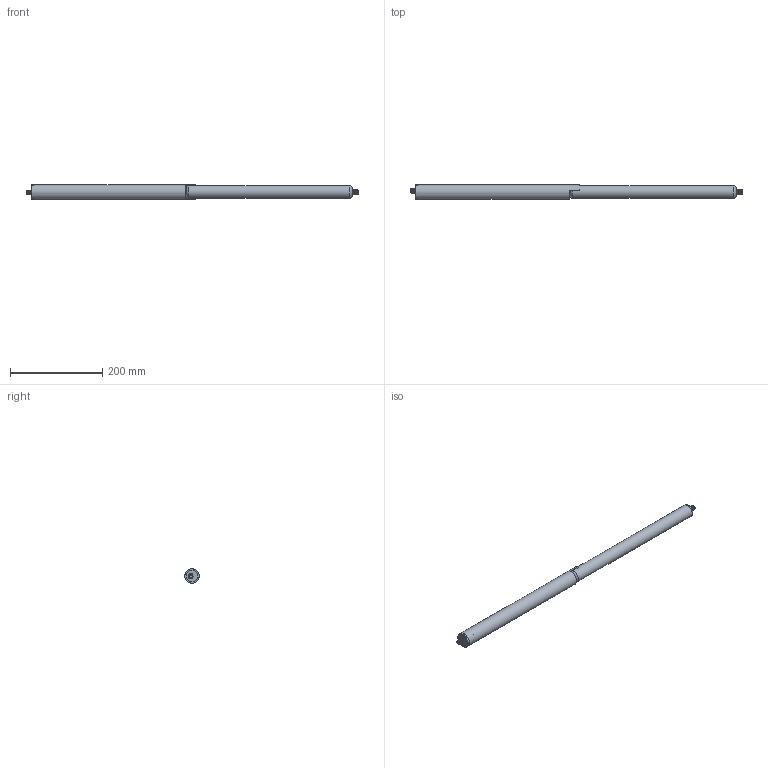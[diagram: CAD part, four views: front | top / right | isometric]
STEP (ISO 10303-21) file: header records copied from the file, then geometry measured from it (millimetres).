
FILE_DESCRIPTION(/* description */ (''),/* implementation_level */ '2;1');
FILE_NAME(/* name */ 'GP_14_28_300_1_696_Steel.stp',/* time_stamp */ '2024-05-30T15:32:13+03:00',/* author */ (''),/* organization */ (''),/* preprocessor_version */ 'ST-DEVELOPER v16',/* originating_system */ 'SIEMENS PLM Software NX 11.0',/* authorisation */ '');
FILE_SCHEMA (('AUTOMOTIVE_DESIGN { 1 0 10303 214 3 1 1 1 }'));
Length unit declared in the file: millimetre
Products named in the file (7): locking tube; washer; thread cylinder; thread rod; rod; cylinder; GP_14_28_200_1_496_Steel
Assembly tree (6 placements, depth 2):
  GP_14_28_200_1_496_Steel
    cylinder
    rod
    thread rod
    thread cylinder
    washer
    locking tube
Bounding box: 720.56 x 32 x 32 mm (x, y, z)
Volume: 334458.8 mm3; surface area: 120128.1 mm2
Topology: 6 solids, 6 shells, 53 faces, 106 edges, 68 vertices
Faces by surface type: plane 21, cylinder 17, cone 6, bspline 5, torus 2, sphere 2
Full cylindrical faces by diameter (mm): 10.2 x1, 14 x3, 14.8 x1, 18 x2, 26 x1, 28 x1, 28.5 x1, 29 x1, 30.8 x1, 32 x1
Entity records: 5046 total; most frequent: CARTESIAN_POINT 3912, DIRECTION 209, ORIENTED_EDGE 154, AXIS2_PLACEMENT_3D 99, EDGE_LOOP 83, EDGE_CURVE 77, VERTEX_POINT 62, FACE_BOUND 60
